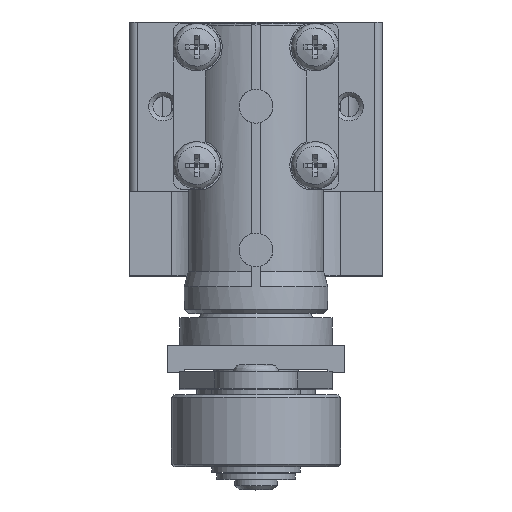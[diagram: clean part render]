
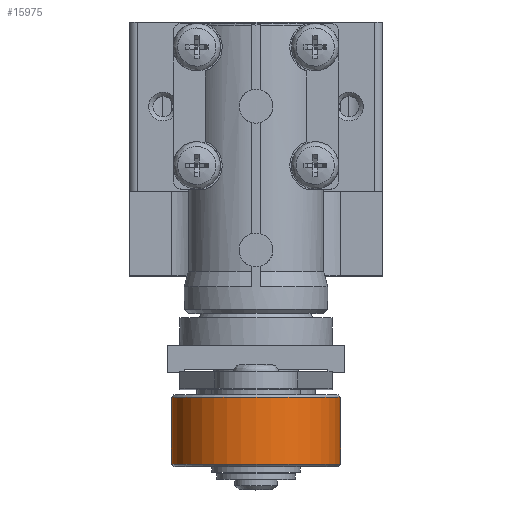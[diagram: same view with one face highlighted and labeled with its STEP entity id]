
A CAD part, top view. The second image highlights one B-rep face of the part: STEP entity #15975.
In plain terms, the highlighted cylindrical face has radius 10 mm (diameter 20 mm), a full revolution.
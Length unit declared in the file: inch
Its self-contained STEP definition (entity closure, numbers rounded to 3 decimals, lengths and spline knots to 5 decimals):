
#73 = CARTESIAN_POINT ( 'NONE',  ( 0., -1.53346, 6.20886 ) ) ;
#175 = EDGE_LOOP ( 'NONE', ( #6884 ) ) ;
#216 = ORIENTED_EDGE ( 'NONE', *, *, #8498, .F. ) ;
#4809 = CARTESIAN_POINT ( 'NONE',  ( 0., -1.22244, 6.20886 ) ) ;
#4815 = EDGE_LOOP ( 'NONE', ( #216 ) ) ;
#5139 = DIRECTION ( 'NONE',  ( 0., 0., 1. ) ) ;
#5227 = CARTESIAN_POINT ( 'NONE',  ( 0., -1.53346, 5.81516 ) ) ;
#6336 = DIRECTION ( 'NONE',  ( 0., 1., 0. ) ) ;
#6884 = ORIENTED_EDGE ( 'NONE', *, *, #12644, .T. ) ;
#8498 = EDGE_CURVE ( 'NONE', #12659, #12659, #15616, .T. ) ;
#8811 = DIRECTION ( 'NONE',  ( 0., 0., 1. ) ) ;
#8993 = CARTESIAN_POINT ( 'NONE',  ( 0., -1.37795, 5.81516 ) ) ;
#10282 = VERTEX_POINT ( 'NONE', #73 ) ;
#10345 = DIRECTION ( 'NONE',  ( 0., 1., 0. ) ) ;
#10438 = FACE_OUTER_BOUND ( 'NONE', #4815, .T. ) ;
#11457 = CYLINDRICAL_SURFACE ( 'NONE', #14416, 0.3937 ) ;
#11554 = DIRECTION ( 'NONE',  ( 0., 0., 1. ) ) ;
#12644 = EDGE_CURVE ( 'NONE', #10282, #10282, #14970, .T. ) ;
#12659 = VERTEX_POINT ( 'NONE', #4809 ) ;
#13333 = AXIS2_PLACEMENT_3D ( 'NONE', #5227, #6336, #11554 ) ;
#14110 = FACE_OUTER_BOUND ( 'NONE', #175, .T. ) ;
#14187 = CARTESIAN_POINT ( 'NONE',  ( 0., -1.22244, 5.81516 ) ) ;
#14416 = AXIS2_PLACEMENT_3D ( 'NONE', #8993, #15647, #5139 ) ;
#14970 = CIRCLE ( 'NONE', #13333, 0.3937 ) ;
#15616 = CIRCLE ( 'NONE', #16156, 0.3937 ) ;
#15647 = DIRECTION ( 'NONE',  ( 0., 1., 0. ) ) ;
#15975 = ADVANCED_FACE ( 'NONE', ( #14110, #10438 ), #11457, .T. ) ;
#16156 = AXIS2_PLACEMENT_3D ( 'NONE', #14187, #10345, #8811 ) ;
